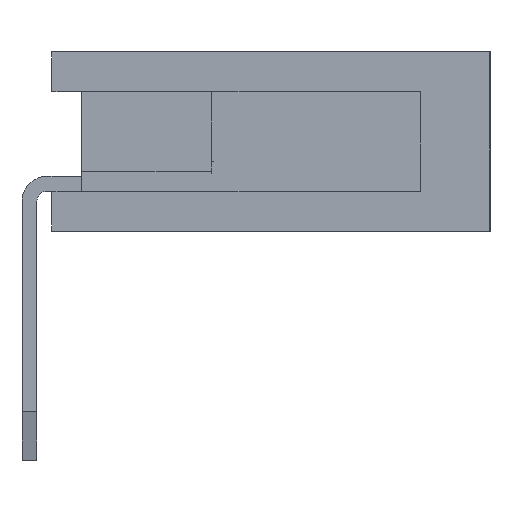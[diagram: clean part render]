
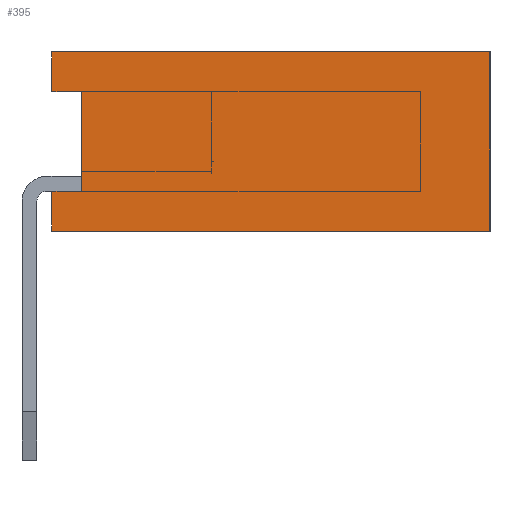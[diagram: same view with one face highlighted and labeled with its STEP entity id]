
A CAD part, left-side view. The second image highlights one B-rep face of the part: STEP entity #395.
In plain terms, the highlighted planar face has unit normal (-1, 0, 0).
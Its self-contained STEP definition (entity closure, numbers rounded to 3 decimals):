
#395=ADVANCED_FACE('',(#14806),#14808,.T.);
#14806=FACE_BOUND('',#14807,.T.);
#14807=EDGE_LOOP('',(#26327,#26328,#26329,#26330,#26331,#26332,#26333,#26334));
#14808=PLANE('',#14809);
#14809=AXIS2_PLACEMENT_3D('',#14810,#14811,#14812);
#14810=CARTESIAN_POINT('',(-0.635,-4.625,0.));
#14811=DIRECTION('',(-1.,0.,0.));
#14812=DIRECTION('',(0.,0.,1.));
#26327=ORIENTED_EDGE('',*,*,#34829,.T.);
#26328=ORIENTED_EDGE('',*,*,#34949,.T.);
#26329=ORIENTED_EDGE('',*,*,#34714,.T.);
#26330=ORIENTED_EDGE('',*,*,#34948,.F.);
#26331=ORIENTED_EDGE('',*,*,#34950,.F.);
#26332=ORIENTED_EDGE('',*,*,#34951,.T.);
#26333=ORIENTED_EDGE('',*,*,#34952,.T.);
#26334=ORIENTED_EDGE('',*,*,#34943,.F.);
#34714=EDGE_CURVE('',#39033,#39030,#39034,.F.);
#34829=EDGE_CURVE('',#39263,#39261,#39264,.F.);
#34943=EDGE_CURVE('',#39263,#39484,#39485,.T.);
#34948=EDGE_CURVE('',#39491,#39030,#39493,.T.);
#34949=EDGE_CURVE('',#39261,#39033,#39494,.T.);
#34950=EDGE_CURVE('',#39495,#39491,#39496,.T.);
#34951=EDGE_CURVE('',#39495,#39497,#39498,.T.);
#34952=EDGE_CURVE('',#39497,#39484,#39499,.T.);
#39030=VERTEX_POINT('',#46117);
#39033=VERTEX_POINT('',#46122);
#39034=LINE('',#46123,#46124);
#39261=VERTEX_POINT('',#46578);
#39263=VERTEX_POINT('',#46582);
#39264=LINE('',#46583,#46584);
#39484=VERTEX_POINT('',#47031);
#39485=LINE('',#47032,#47033);
#39491=VERTEX_POINT('',#47046);
#39493=LINE('',#47050,#47051);
#39494=LINE('',#47053,#47054);
#39495=VERTEX_POINT('',#47056);
#39496=LINE('',#47057,#47058);
#39497=VERTEX_POINT('',#47060);
#39498=LINE('',#47061,#47062);
#39499=LINE('',#47064,#47065);
#46117=CARTESIAN_POINT('',(-0.635,-0.225,0.4));
#46122=CARTESIAN_POINT('',(-0.635,-0.525,0.4));
#46123=CARTESIAN_POINT('',(-0.635,-0.225,0.4));
#46124=VECTOR('',#46125,1.);
#46125=DIRECTION('',(0.,-1.,0.));
#46578=CARTESIAN_POINT('',(-0.635,-0.525,1.4));
#46582=CARTESIAN_POINT('',(-0.635,-0.225,1.4));
#46583=CARTESIAN_POINT('',(-0.635,-0.525,1.4));
#46584=VECTOR('',#46585,1.);
#46585=DIRECTION('',(0.,1.,0.));
#47031=CARTESIAN_POINT('',(-0.635,-0.225,1.8));
#47032=CARTESIAN_POINT('',(-0.635,-0.225,1.4));
#47033=VECTOR('',#47034,1.);
#47034=DIRECTION('',(0.,0.,1.));
#47046=CARTESIAN_POINT('',(-0.635,-0.225,0.));
#47050=CARTESIAN_POINT('',(-0.635,-0.225,0.));
#47051=VECTOR('',#47052,1.);
#47052=DIRECTION('',(0.,0.,1.));
#47053=CARTESIAN_POINT('',(-0.635,-0.525,1.4));
#47054=VECTOR('',#47055,1.);
#47055=DIRECTION('',(0.,0.,-1.));
#47056=CARTESIAN_POINT('',(-0.635,-4.625,0.));
#47057=CARTESIAN_POINT('',(-0.635,-4.625,0.));
#47058=VECTOR('',#47059,1.);
#47059=DIRECTION('',(0.,1.,0.));
#47060=CARTESIAN_POINT('',(-0.635,-4.625,1.8));
#47061=CARTESIAN_POINT('',(-0.635,-4.625,0.));
#47062=VECTOR('',#47063,1.);
#47063=DIRECTION('',(0.,0.,1.));
#47064=CARTESIAN_POINT('',(-0.635,-4.625,1.8));
#47065=VECTOR('',#47066,1.);
#47066=DIRECTION('',(0.,1.,0.));
